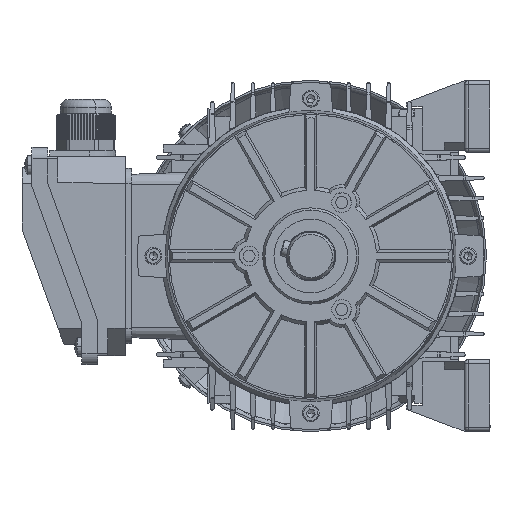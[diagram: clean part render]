
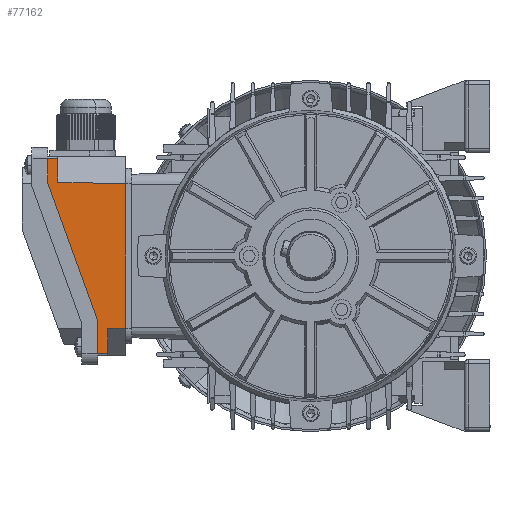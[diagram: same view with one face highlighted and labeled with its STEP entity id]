
A CAD part, left-side view. The second image highlights one B-rep face of the part: STEP entity #77162.
In plain terms, the highlighted face is planar.
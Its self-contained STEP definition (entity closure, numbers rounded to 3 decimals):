
#18528 = CARTESIAN_POINT ( 'NONE',  ( -36.243, -21., 50. ) ) ;
#18530 = DIRECTION ( 'NONE',  ( 1., 0., 0. ) ) ;
#18531 = VECTOR ( 'NONE', #18530, 1000. ) ;
#18532 = CARTESIAN_POINT ( 'NONE',  ( -50., -21., 50. ) ) ;
#18533 = LINE ( 'NONE', #18532, #18531 ) ;
#18536 = CARTESIAN_POINT ( 'NONE',  ( 36.243, -21., 50. ) ) ;
#18713 = CARTESIAN_POINT ( 'NONE',  ( 35.8, 21., 50. ) ) ;
#18827 = CARTESIAN_POINT ( 'NONE',  ( 49., 21., 50. ) ) ;
#18828 = DIRECTION ( 'NONE',  ( -1., 0., 0. ) ) ;
#18830 = VECTOR ( 'NONE', #18828, 1000. ) ;
#18831 = CARTESIAN_POINT ( 'NONE',  ( -50., 21., 50. ) ) ;
#18833 = LINE ( 'NONE', #18831, #18830 ) ;
#18894 = CARTESIAN_POINT ( 'NONE',  ( 49., 21., 50. ) ) ;
#18896 = LINE ( 'NONE', #18894, #19010 ) ;
#18899 = CARTESIAN_POINT ( 'NONE',  ( 49., 13., 50. ) ) ;
#18901 = DIRECTION ( 'NONE',  ( -1., 0., 0. ) ) ;
#18902 = VECTOR ( 'NONE', #18901, 1000. ) ;
#18904 = CARTESIAN_POINT ( 'NONE',  ( 36.243, 13., 50. ) ) ;
#18906 = LINE ( 'NONE', #18904, #18902 ) ;
#18909 = CARTESIAN_POINT ( 'NONE',  ( 37.082, 13., 50. ) ) ;
#18911 = DIRECTION ( 'NONE',  ( -0.025, -1., 0. ) ) ;
#18912 = VECTOR ( 'NONE', #18911, 1000. ) ;
#18914 = CARTESIAN_POINT ( 'NONE',  ( 36.243, -21., 50. ) ) ;
#18916 = LINE ( 'NONE', #18914, #18912 ) ;
#18921 = DIRECTION ( 'NONE',  ( 0.025, -1., 0. ) ) ;
#18923 = VECTOR ( 'NONE', #18921, 1000. ) ;
#18925 = CARTESIAN_POINT ( 'NONE',  ( -37.226, 18.847, 50. ) ) ;
#18926 = LINE ( 'NONE', #18925, #18923 ) ;
#18931 = CARTESIAN_POINT ( 'NONE',  ( -36.465, -12., 50. ) ) ;
#18932 = DIRECTION ( 'NONE',  ( -1., 0., 0. ) ) ;
#18933 = VECTOR ( 'NONE', #18932, 1000. ) ;
#18934 = CARTESIAN_POINT ( 'NONE',  ( -50., -12., 50. ) ) ;
#18935 = LINE ( 'NONE', #18934, #18933 ) ;
#18963 = CARTESIAN_POINT ( 'NONE',  ( -49., -12., 50. ) ) ;
#18965 = DIRECTION ( 'NONE',  ( 0., -1., 0. ) ) ;
#18966 = VECTOR ( 'NONE', #18965, 1000. ) ;
#18967 = CARTESIAN_POINT ( 'NONE',  ( -49., -12., 50. ) ) ;
#18968 = LINE ( 'NONE', #18967, #18966 ) ;
#18969 = CARTESIAN_POINT ( 'NONE',  ( -33., -4., 50. ) ) ;
#18971 = CARTESIAN_POINT ( 'NONE',  ( -49., -4., 50. ) ) ;
#18973 = DIRECTION ( 'NONE',  ( 1., 0., 0. ) ) ;
#18975 = VECTOR ( 'NONE', #18973, 1000. ) ;
#18976 = CARTESIAN_POINT ( 'NONE',  ( -50., -4., 50. ) ) ;
#18979 = DIRECTION ( 'NONE',  ( -1., 0., 0. ) ) ;
#18981 = DIRECTION ( 'NONE',  ( 0., 0., -1. ) ) ;
#18983 = CARTESIAN_POINT ( 'NONE',  ( 50., 21., 50. ) ) ;
#18984 = AXIS2_PLACEMENT_3D ( 'NONE', #18983, #18981, #18979 ) ;
#18985 = PLANE ( 'NONE',  #18984 ) ;
#18986 = LINE ( 'NONE', #18976, #18975 ) ;
#18992 = FACE_OUTER_BOUND ( 'NONE', #77164, .T. ) ;
#19009 = DIRECTION ( 'NONE',  ( 0., 1., 0. ) ) ;
#19010 = VECTOR ( 'NONE', #19009, 1000. ) ;
#19126 = DIRECTION ( 'NONE',  ( 0.94, 0.342, 0. ) ) ;
#19127 = VECTOR ( 'NONE', #19126, 1000. ) ;
#19129 = CARTESIAN_POINT ( 'NONE',  ( 35.8, 21., 50. ) ) ;
#19131 = LINE ( 'NONE', #19129, #19127 ) ;
#76925 = VERTEX_POINT ( 'NONE', #18536 ) ;
#76927 = EDGE_CURVE ( 'NONE', #76929, #76925, #18533, .T. ) ;
#76929 = VERTEX_POINT ( 'NONE', #18528 ) ;
#77056 = VERTEX_POINT ( 'NONE', #18713 ) ;
#77060 = EDGE_CURVE ( 'NONE', #77063, #77056, #18833, .T. ) ;
#77063 = VERTEX_POINT ( 'NONE', #18827 ) ;
#77133 = EDGE_CURVE ( 'NONE', #77134, #77176, #18935, .T. ) ;
#77134 = VERTEX_POINT ( 'NONE', #18931 ) ;
#77135 = ORIENTED_EDGE ( 'NONE', *, *, #77136, .T. ) ;
#77136 = EDGE_CURVE ( 'NONE', #77134, #76929, #18926, .T. ) ;
#77138 = ORIENTED_EDGE ( 'NONE', *, *, #76927, .T. ) ;
#77140 = ORIENTED_EDGE ( 'NONE', *, *, #77142, .F. ) ;
#77142 = EDGE_CURVE ( 'NONE', #77144, #76925, #18916, .T. ) ;
#77144 = VERTEX_POINT ( 'NONE', #18909 ) ;
#77147 = ORIENTED_EDGE ( 'NONE', *, *, #77148, .F. ) ;
#77148 = EDGE_CURVE ( 'NONE', #77149, #77144, #18906, .T. ) ;
#77149 = VERTEX_POINT ( 'NONE', #18899 ) ;
#77150 = ORIENTED_EDGE ( 'NONE', *, *, #77151, .T. ) ;
#77151 = EDGE_CURVE ( 'NONE', #77149, #77063, #18896, .T. ) ;
#77162 = ADVANCED_FACE ( 'NONE', ( #18992 ), #18985, .F. ) ;
#77164 = EDGE_LOOP ( 'NONE', ( #77166, #77174, #77178, #77135, #77138, #77140, #77147, #77150, #77259, #77260 ) ) ;
#77166 = ORIENTED_EDGE ( 'NONE', *, *, #77169, .F. ) ;
#77169 = EDGE_CURVE ( 'NONE', #77171, #77173, #18986, .T. ) ;
#77171 = VERTEX_POINT ( 'NONE', #18971 ) ;
#77173 = VERTEX_POINT ( 'NONE', #18969 ) ;
#77174 = ORIENTED_EDGE ( 'NONE', *, *, #77175, .T. ) ;
#77175 = EDGE_CURVE ( 'NONE', #77171, #77176, #18968, .T. ) ;
#77176 = VERTEX_POINT ( 'NONE', #18963 ) ;
#77178 = ORIENTED_EDGE ( 'NONE', *, *, #77133, .F. ) ;
#77259 = ORIENTED_EDGE ( 'NONE', *, *, #77060, .T. ) ;
#77260 = ORIENTED_EDGE ( 'NONE', *, *, #77262, .F. ) ;
#77262 = EDGE_CURVE ( 'NONE', #77173, #77056, #19131, .T. ) ;
